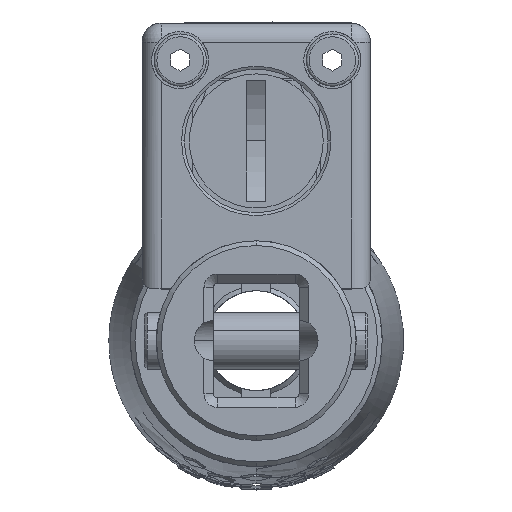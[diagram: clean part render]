
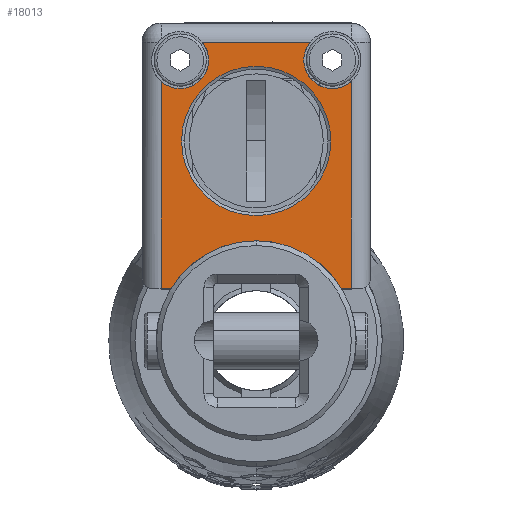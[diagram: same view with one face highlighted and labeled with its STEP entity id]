
A CAD part, front view. The second image highlights one B-rep face of the part: STEP entity #18013.
In plain terms, the highlighted planar face has unit normal (0, -1, 0).
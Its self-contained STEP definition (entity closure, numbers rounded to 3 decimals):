
#327 = ORIENTED_EDGE ( 'NONE', *, *, #8518, .T. ) ;
#777 = CARTESIAN_POINT ( 'NONE',  ( -4.732, -55.316, 242.5 ) ) ;
#948 = EDGE_CURVE ( 'NONE', #8018, #8443, #25142, .T. ) ;
#1323 = LINE ( 'NONE', #25496, #26820 ) ;
#1411 = ORIENTED_EDGE ( 'NONE', *, *, #948, .T. ) ;
#2080 = CARTESIAN_POINT ( 'NONE',  ( -8.732, -55.316, 218.5 ) ) ;
#2266 = VERTEX_POINT ( 'NONE', #24003 ) ;
#2664 = AXIS2_PLACEMENT_3D ( 'NONE', #26749, #6832, #30109 ) ;
#3175 = VERTEX_POINT ( 'NONE', #7478 ) ;
#3188 = VERTEX_POINT ( 'NONE', #34096 ) ;
#3493 = EDGE_CURVE ( 'NONE', #22254, #3188, #11915, .T. ) ;
#3733 = ORIENTED_EDGE ( 'NONE', *, *, #22188, .T. ) ;
#4074 = DIRECTION ( 'NONE',  ( 1., 0., 0. ) ) ;
#5934 = CARTESIAN_POINT ( 'NONE',  ( 13.268, -55.316, 240.264 ) ) ;
#6248 = DIRECTION ( 'NONE',  ( -1., 0., 0. ) ) ;
#6277 = DIRECTION ( 'NONE',  ( 0., 1., 0. ) ) ;
#6676 = ORIENTED_EDGE ( 'NONE', *, *, #20690, .T. ) ;
#6832 = DIRECTION ( 'NONE',  ( 0., -1., 0. ) ) ;
#6838 = DIRECTION ( 'NONE',  ( -1., 0., 0. ) ) ;
#7478 = CARTESIAN_POINT ( 'NONE',  ( -1.732, -55.316, 242.5 ) ) ;
#7669 = AXIS2_PLACEMENT_3D ( 'NONE', #22487, #6277, #6838 ) ;
#7836 = EDGE_CURVE ( 'NONE', #3175, #3188, #24257, .T. ) ;
#8018 = VERTEX_POINT ( 'NONE', #34923 ) ;
#8324 = DIRECTION ( 'NONE',  ( 1., 0., 0. ) ) ;
#8443 = VERTEX_POINT ( 'NONE', #34163 ) ;
#8518 = EDGE_CURVE ( 'NONE', #2266, #24820, #34070, .T. ) ;
#8905 = CARTESIAN_POINT ( 'NONE',  ( -5.676, -55.316, 218.5 ) ) ;
#9452 = CIRCLE ( 'NONE', #9773, 7.85 ) ;
#9665 = VECTOR ( 'NONE', #8324, 1000. ) ;
#9676 = ORIENTED_EDGE ( 'NONE', *, *, #35451, .F. ) ;
#9773 = AXIS2_PLACEMENT_3D ( 'NONE', #11191, #34485, #14543 ) ;
#10005 = EDGE_CURVE ( 'NONE', #22254, #17934, #17794, .T. ) ;
#11191 = CARTESIAN_POINT ( 'NONE',  ( 3.268, -55.316, 234. ) ) ;
#11307 = CIRCLE ( 'NONE', #2664, 3. ) ;
#11915 = LINE ( 'NONE', #12776, #28612 ) ;
#12080 = AXIS2_PLACEMENT_3D ( 'NONE', #777, #24025, #4074 ) ;
#12103 = DIRECTION ( 'NONE',  ( 0., 0., 1. ) ) ;
#12108 = DIRECTION ( 'NONE',  ( 1., 0., 0. ) ) ;
#12776 = CARTESIAN_POINT ( 'NONE',  ( 3.268, -55.316, 244.4 ) ) ;
#13329 = ORIENTED_EDGE ( 'NONE', *, *, #40164, .T. ) ;
#13658 = CARTESIAN_POINT ( 'NONE',  ( 12.212, -55.316, 218.5 ) ) ;
#14330 = CARTESIAN_POINT ( 'NONE',  ( 3.268, -55.316, 213. ) ) ;
#14501 = DIRECTION ( 'NONE',  ( 0., 0., -1. ) ) ;
#14543 = DIRECTION ( 'NONE',  ( -1., 0., 0. ) ) ;
#15544 = FACE_OUTER_BOUND ( 'NONE', #31167, .T. ) ;
#15554 = CARTESIAN_POINT ( 'NONE',  ( -6.732, -55.316, 218.5 ) ) ;
#16908 = CARTESIAN_POINT ( 'NONE',  ( -4.732, -55.316, 242.5 ) ) ;
#17648 = DIRECTION ( 'NONE',  ( 1., 0., 0. ) ) ;
#17794 = CIRCLE ( 'NONE', #40868, 3. ) ;
#17934 = VERTEX_POINT ( 'NONE', #34828 ) ;
#18013 = ADVANCED_FACE ( 'NONE', ( #32251, #15544 ), #25363, .F. ) ;
#19090 = CARTESIAN_POINT ( 'NONE',  ( 11.268, -55.316, 242.5 ) ) ;
#19345 = CIRCLE ( 'NONE', #23447, 3. ) ;
#19369 = CARTESIAN_POINT ( 'NONE',  ( 3.268, -55.316, 234. ) ) ;
#19491 = EDGE_LOOP ( 'NONE', ( #3733, #1411 ) ) ;
#20235 = DIRECTION ( 'NONE',  ( 1., 0., 0. ) ) ;
#20264 = ORIENTED_EDGE ( 'NONE', *, *, #36289, .F. ) ;
#20690 = EDGE_CURVE ( 'NONE', #24968, #21633, #28341, .T. ) ;
#21516 = CARTESIAN_POINT ( 'NONE',  ( 8.946, -55.316, 244.4 ) ) ;
#21633 = VERTEX_POINT ( 'NONE', #33691 ) ;
#22052 = ORIENTED_EDGE ( 'NONE', *, *, #37324, .T. ) ;
#22188 = EDGE_CURVE ( 'NONE', #8443, #8018, #9452, .T. ) ;
#22254 = VERTEX_POINT ( 'NONE', #21516 ) ;
#22466 = DIRECTION ( 'NONE',  ( 1., 0., 0. ) ) ;
#22487 = CARTESIAN_POINT ( 'NONE',  ( 3.268, -55.316, 234. ) ) ;
#22756 = DIRECTION ( 'NONE',  ( -1., 0., 0. ) ) ;
#23447 = AXIS2_PLACEMENT_3D ( 'NONE', #16908, #40215, #20235 ) ;
#24003 = CARTESIAN_POINT ( 'NONE',  ( -6.732, -55.316, 240.264 ) ) ;
#24025 = DIRECTION ( 'NONE',  ( 0., -1., 0. ) ) ;
#24257 = CIRCLE ( 'NONE', #12080, 3. ) ;
#24820 = VERTEX_POINT ( 'NONE', #15554 ) ;
#24968 = VERTEX_POINT ( 'NONE', #13658 ) ;
#25142 = CIRCLE ( 'NONE', #7669, 7.85 ) ;
#25214 = VECTOR ( 'NONE', #14501, 1000. ) ;
#25363 = PLANE ( 'NONE',  #27513 ) ;
#25496 = CARTESIAN_POINT ( 'NONE',  ( 13.268, -55.316, 234. ) ) ;
#26749 = CARTESIAN_POINT ( 'NONE',  ( 11.268, -55.316, 242.5 ) ) ;
#26820 = VECTOR ( 'NONE', #12103, 1000. ) ;
#27513 = AXIS2_PLACEMENT_3D ( 'NONE', #19369, #42691, #22756 ) ;
#28269 = CARTESIAN_POINT ( 'NONE',  ( -8.732, -55.316, 218.5 ) ) ;
#28341 = LINE ( 'NONE', #2080, #37185 ) ;
#28612 = VECTOR ( 'NONE', #6248, 1000. ) ;
#30109 = DIRECTION ( 'NONE',  ( 1., 0., 0. ) ) ;
#30913 = ORIENTED_EDGE ( 'NONE', *, *, #7836, .F. ) ;
#31102 = CARTESIAN_POINT ( 'NONE',  ( -6.732, -55.316, 234. ) ) ;
#31167 = EDGE_LOOP ( 'NONE', ( #22052, #9676, #6676, #13329, #20264, #40045, #31375, #30913, #38764, #327 ) ) ;
#31251 = VERTEX_POINT ( 'NONE', #8905 ) ;
#31375 = ORIENTED_EDGE ( 'NONE', *, *, #3493, .T. ) ;
#32011 = VERTEX_POINT ( 'NONE', #5934 ) ;
#32251 = FACE_BOUND ( 'NONE', #19491, .T. ) ;
#33691 = CARTESIAN_POINT ( 'NONE',  ( 13.268, -55.316, 218.5 ) ) ;
#34070 = LINE ( 'NONE', #31102, #25214 ) ;
#34096 = CARTESIAN_POINT ( 'NONE',  ( -2.41, -55.316, 244.4 ) ) ;
#34163 = CARTESIAN_POINT ( 'NONE',  ( 11.118, -55.316, 234. ) ) ;
#34485 = DIRECTION ( 'NONE',  ( 0., 1., 0. ) ) ;
#34828 = CARTESIAN_POINT ( 'NONE',  ( 8.268, -55.316, 242.5 ) ) ;
#34923 = CARTESIAN_POINT ( 'NONE',  ( -4.582, -55.316, 234. ) ) ;
#35451 = EDGE_CURVE ( 'NONE', #24968, #31251, #40052, .T. ) ;
#36232 = LINE ( 'NONE', #28269, #9665 ) ;
#36289 = EDGE_CURVE ( 'NONE', #17934, #32011, #11307, .T. ) ;
#37185 = VECTOR ( 'NONE', #12108, 1000. ) ;
#37253 = AXIS2_PLACEMENT_3D ( 'NONE', #14330, #37640, #17648 ) ;
#37324 = EDGE_CURVE ( 'NONE', #24820, #31251, #36232, .T. ) ;
#37640 = DIRECTION ( 'NONE',  ( 0., -1., 0. ) ) ;
#38764 = ORIENTED_EDGE ( 'NONE', *, *, #41416, .F. ) ;
#40045 = ORIENTED_EDGE ( 'NONE', *, *, #10005, .F. ) ;
#40052 = CIRCLE ( 'NONE', #37253, 10.5 ) ;
#40164 = EDGE_CURVE ( 'NONE', #21633, #32011, #1323, .T. ) ;
#40215 = DIRECTION ( 'NONE',  ( 0., -1., 0. ) ) ;
#40868 = AXIS2_PLACEMENT_3D ( 'NONE', #19090, #42430, #22466 ) ;
#41416 = EDGE_CURVE ( 'NONE', #2266, #3175, #19345, .T. ) ;
#42430 = DIRECTION ( 'NONE',  ( 0., -1., 0. ) ) ;
#42691 = DIRECTION ( 'NONE',  ( 0., 1., 0. ) ) ;
